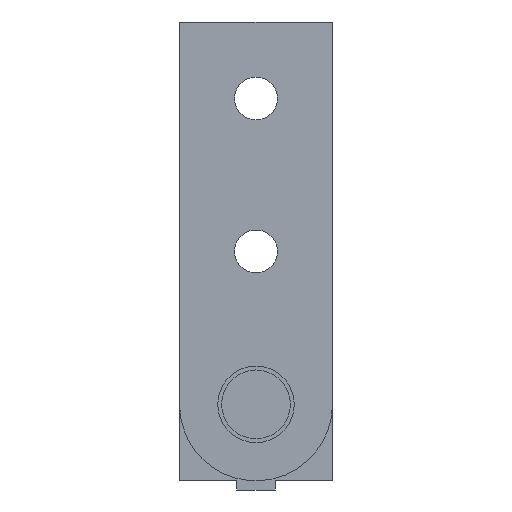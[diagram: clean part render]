
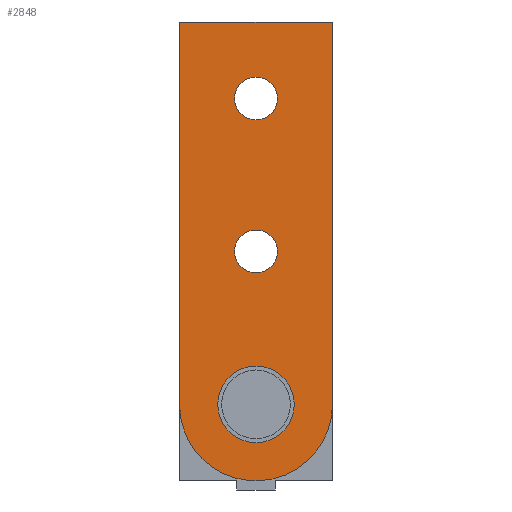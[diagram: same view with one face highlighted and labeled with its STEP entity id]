
A CAD part, left-side view. The second image highlights one B-rep face of the part: STEP entity #2848.
In plain terms, the highlighted planar face has unit normal (-1, 0, 0).
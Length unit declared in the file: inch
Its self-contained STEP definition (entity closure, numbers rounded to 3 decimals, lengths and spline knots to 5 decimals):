
#2449=CARTESIAN_POINT('',(-0.751,0.35355,0.14645));
#2450=VERTEX_POINT('',#2449);
#2466=CARTESIAN_POINT('',(-0.751,-0.5,0.5));
#2467=VERTEX_POINT('',#2466);
#2474=CARTESIAN_POINT('',(-0.751,0.,0.5));
#2475=DIRECTION('',(1.0,0.,0.));
#2476=DIRECTION('',(0.,0.707,-0.707));
#2477=AXIS2_PLACEMENT_3D('',#2474,#2475,#2476);
#2478=CIRCLE('',#2477,0.5);
#2479=EDGE_CURVE('',#2467,#2450,#2478,.T.);
#2489=CARTESIAN_POINT('',(-0.751,0.14,1.5));
#2490=VERTEX_POINT('',#2489);
#2499=CARTESIAN_POINT('',(-0.751,-0.14,1.5));
#2500=VERTEX_POINT('',#2499);
#2501=CARTESIAN_POINT('',(-0.751,0.0,1.5));
#2502=DIRECTION('',(1.0,0.0,0.0));
#2503=DIRECTION('',(0.0,1.0,0.0));
#2504=AXIS2_PLACEMENT_3D('',#2501,#2502,#2503);
#2505=CIRCLE('',#2504,0.14);
#2506=EDGE_CURVE('',#2500,#2490,#2505,.T.);
#2531=CARTESIAN_POINT('',(-0.751,0.14,2.5));
#2532=VERTEX_POINT('',#2531);
#2541=CARTESIAN_POINT('',(-0.751,-0.14,2.5));
#2542=VERTEX_POINT('',#2541);
#2543=CARTESIAN_POINT('',(-0.751,0.0,2.5));
#2544=DIRECTION('',(1.0,0.0,0.0));
#2545=DIRECTION('',(0.0,1.0,0.0));
#2546=AXIS2_PLACEMENT_3D('',#2543,#2544,#2545);
#2547=CIRCLE('',#2546,0.14);
#2548=EDGE_CURVE('',#2542,#2532,#2547,.T.);
#2573=CARTESIAN_POINT('',(-0.751,0.14,0.5));
#2574=VERTEX_POINT('',#2573);
#2583=CARTESIAN_POINT('',(-0.751,-0.14,0.5));
#2584=VERTEX_POINT('',#2583);
#2585=CARTESIAN_POINT('',(-0.751,0.,0.5));
#2586=DIRECTION('',(1.0,0.0,0.0));
#2587=DIRECTION('',(0.0,1.0,0.0));
#2588=AXIS2_PLACEMENT_3D('',#2585,#2586,#2587);
#2589=CIRCLE('',#2588,0.14);
#2590=EDGE_CURVE('',#2584,#2574,#2589,.T.);
#2624=CARTESIAN_POINT('',(-0.751,0.,0.5));
#2625=DIRECTION('',(1.0,0.0,0.0));
#2626=DIRECTION('',(0.0,1.0,0.0));
#2627=AXIS2_PLACEMENT_3D('',#2624,#2625,#2626);
#2628=CIRCLE('',#2627,0.14);
#2629=EDGE_CURVE('',#2574,#2584,#2628,.T.);
#2648=CARTESIAN_POINT('',(-0.751,0.0,2.5));
#2649=DIRECTION('',(1.0,0.0,0.0));
#2650=DIRECTION('',(0.0,1.0,0.0));
#2651=AXIS2_PLACEMENT_3D('',#2648,#2649,#2650);
#2652=CIRCLE('',#2651,0.14);
#2653=EDGE_CURVE('',#2532,#2542,#2652,.T.);
#2672=CARTESIAN_POINT('',(-0.751,0.0,1.5));
#2673=DIRECTION('',(1.0,0.0,0.0));
#2674=DIRECTION('',(0.0,1.0,0.0));
#2675=AXIS2_PLACEMENT_3D('',#2672,#2673,#2674);
#2676=CIRCLE('',#2675,0.14);
#2677=EDGE_CURVE('',#2490,#2500,#2676,.T.);
#2687=CARTESIAN_POINT('',(-0.751,-0.5,3.));
#2688=VERTEX_POINT('',#2687);
#2689=CARTESIAN_POINT('',(-0.751,-0.5,3.));
#2690=DIRECTION('',(0.0,0.0,-1.0));
#2691=VECTOR('',#2690,2.5);
#2692=LINE('',#2689,#2691);
#2693=EDGE_CURVE('',#2688,#2467,#2692,.T.);
#2719=CARTESIAN_POINT('',(-0.751,0.5,0.5));
#2720=VERTEX_POINT('',#2719);
#2721=CARTESIAN_POINT('',(-0.751,0.,0.5));
#2722=DIRECTION('',(1.0,0.,0.));
#2723=DIRECTION('',(0.,0.707,-0.707));
#2724=AXIS2_PLACEMENT_3D('',#2721,#2722,#2723);
#2725=CIRCLE('',#2724,0.5);
#2726=EDGE_CURVE('',#2450,#2720,#2725,.T.);
#2751=CARTESIAN_POINT('',(-0.751,0.5,3.));
#2752=VERTEX_POINT('',#2751);
#2753=CARTESIAN_POINT('',(-0.751,0.5,0.5));
#2754=DIRECTION('',(0.0,0.0,1.0));
#2755=VECTOR('',#2754,2.5);
#2756=LINE('',#2753,#2755);
#2757=EDGE_CURVE('',#2720,#2752,#2756,.T.);
#2782=CARTESIAN_POINT('',(-0.751,0.5,3.));
#2783=DIRECTION('',(0.0,-1.0,0.0));
#2784=VECTOR('',#2783,1.0);
#2785=LINE('',#2782,#2784);
#2786=EDGE_CURVE('',#2752,#2688,#2785,.T.);
#2824=CARTESIAN_POINT('',(-0.751,-0.5,3.));
#2825=DIRECTION('',(1.0,0.0,0.0));
#2826=DIRECTION('',(0.0,-1.0,0.0));
#2827=AXIS2_PLACEMENT_3D('',#2824,#2825,#2826);
#2828=PLANE('',#2827);
#2829=ORIENTED_EDGE('',*,*,#2693,.F.);
#2830=ORIENTED_EDGE('',*,*,#2786,.F.);
#2831=ORIENTED_EDGE('',*,*,#2757,.F.);
#2832=ORIENTED_EDGE('',*,*,#2726,.F.);
#2833=ORIENTED_EDGE('',*,*,#2479,.F.);
#2834=EDGE_LOOP('',(#2829,#2830,#2831,#2832,#2833));
#2835=FACE_OUTER_BOUND('',#2834,.T.);
#2836=ORIENTED_EDGE('',*,*,#2629,.T.);
#2837=ORIENTED_EDGE('',*,*,#2590,.T.);
#2838=EDGE_LOOP('',(#2836,#2837));
#2839=FACE_BOUND('',#2838,.T.);
#2840=ORIENTED_EDGE('',*,*,#2653,.T.);
#2841=ORIENTED_EDGE('',*,*,#2548,.T.);
#2842=EDGE_LOOP('',(#2840,#2841));
#2843=FACE_BOUND('',#2842,.T.);
#2844=ORIENTED_EDGE('',*,*,#2677,.T.);
#2845=ORIENTED_EDGE('',*,*,#2506,.T.);
#2846=EDGE_LOOP('',(#2844,#2845));
#2847=FACE_BOUND('',#2846,.T.);
#2848=ADVANCED_FACE('',(#2835,#2839,#2843,#2847),#2828,.F.);
